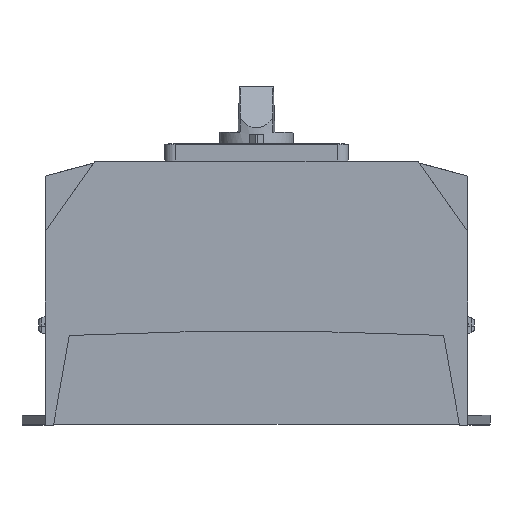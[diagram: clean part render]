
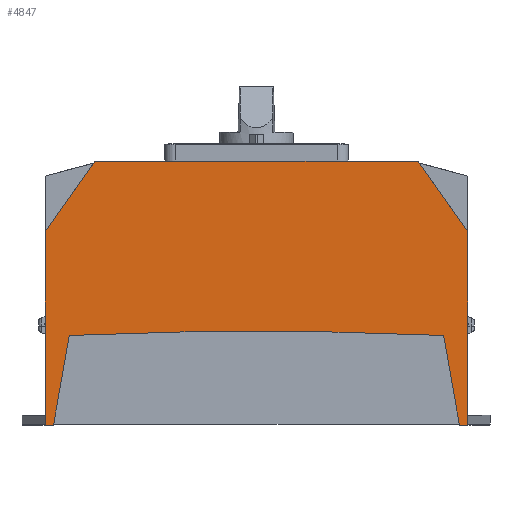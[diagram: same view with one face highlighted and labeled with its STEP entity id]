
A CAD part, left-side view. The second image highlights one B-rep face of the part: STEP entity #4847.
In plain terms, the highlighted planar face has unit normal (-1, 0, 0).
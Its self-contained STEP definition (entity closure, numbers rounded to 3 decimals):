
#147=CIRCLE('',#5180,1909.);
#433=ORIENTED_EDGE('',*,*,#1774,.T.);
#434=ORIENTED_EDGE('',*,*,#1793,.T.);
#435=ORIENTED_EDGE('',*,*,#1781,.T.);
#436=ORIENTED_EDGE('',*,*,#1766,.F.);
#437=ORIENTED_EDGE('',*,*,#1794,.F.);
#438=ORIENTED_EDGE('',*,*,#1795,.F.);
#439=ORIENTED_EDGE('',*,*,#1796,.F.);
#440=ORIENTED_EDGE('',*,*,#1797,.F.);
#441=ORIENTED_EDGE('',*,*,#1798,.F.);
#442=ORIENTED_EDGE('',*,*,#1756,.F.);
#1756=EDGE_CURVE('',#2437,#2438,#2896,.T.);
#1766=EDGE_CURVE('',#2447,#2444,#2903,.T.);
#1774=EDGE_CURVE('',#2437,#2453,#2911,.T.);
#1781=EDGE_CURVE('',#2458,#2444,#2918,.T.);
#1793=EDGE_CURVE('',#2453,#2458,#147,.T.);
#1794=EDGE_CURVE('',#2464,#2447,#2928,.T.);
#1795=EDGE_CURVE('',#2465,#2464,#2929,.T.);
#1796=EDGE_CURVE('',#2466,#2465,#2930,.T.);
#1797=EDGE_CURVE('',#2467,#2466,#2931,.T.);
#1798=EDGE_CURVE('',#2438,#2467,#2932,.T.);
#2437=VERTEX_POINT('',#7194);
#2438=VERTEX_POINT('',#7196);
#2444=VERTEX_POINT('',#7211);
#2447=VERTEX_POINT('',#7216);
#2453=VERTEX_POINT('',#7232);
#2458=VERTEX_POINT('',#7247);
#2464=VERTEX_POINT('',#7271);
#2465=VERTEX_POINT('',#7273);
#2466=VERTEX_POINT('',#7275);
#2467=VERTEX_POINT('',#7277);
#2896=LINE('',#7195,#3433);
#2903=LINE('',#7217,#3440);
#2911=LINE('',#7233,#3448);
#2918=LINE('',#7246,#3455);
#2928=LINE('',#7270,#3465);
#2929=LINE('',#7272,#3466);
#2930=LINE('',#7274,#3467);
#2931=LINE('',#7276,#3468);
#2932=LINE('',#7278,#3469);
#3433=VECTOR('',#5726,1000.);
#3440=VECTOR('',#5743,1000.);
#3448=VECTOR('',#5755,1000.);
#3455=VECTOR('',#5766,1000.);
#3465=VECTOR('',#5792,1000.);
#3466=VECTOR('',#5793,1000.);
#3467=VECTOR('',#5794,1000.);
#3468=VECTOR('',#5795,1000.);
#3469=VECTOR('',#5796,1000.);
#3935=EDGE_LOOP('',(#433,#434,#435,#436,#437,#438,#439,#440,#441,#442));
#4292=FACE_BOUND('',#3935,.T.);
#4636=PLANE('',#5179);
#4847=ADVANCED_FACE('',(#4292),#4636,.F.);
#5179=AXIS2_PLACEMENT_3D('',#7268,#5788,#5789);
#5180=AXIS2_PLACEMENT_3D('',#7269,#5790,#5791);
#5726=DIRECTION('',(0.,1.,0.));
#5743=DIRECTION('',(0.,1.,0.));
#5755=DIRECTION('',(0.,-0.174,0.985));
#5766=DIRECTION('',(0.,-0.174,-0.985));
#5788=DIRECTION('',(1.,0.,0.));
#5789=DIRECTION('',(0.,0.,-1.));
#5790=DIRECTION('',(1.,0.,0.));
#5791=DIRECTION('',(0.,0.,-1.));
#5792=DIRECTION('',(0.,0.,-1.));
#5793=DIRECTION('',(0.,-0.574,-0.819));
#5794=DIRECTION('',(0.,-1.,0.));
#5795=DIRECTION('',(0.,-0.574,0.819));
#5796=DIRECTION('',(0.,0.,1.));
#7194=CARTESIAN_POINT('',(0.,196.088,0.));
#7195=CARTESIAN_POINT('',(0.,0.,0.));
#7196=CARTESIAN_POINT('',(0.,200.,0.));
#7211=CARTESIAN_POINT('',(0.,3.912,0.));
#7216=CARTESIAN_POINT('',(0.,0.,0.));
#7217=CARTESIAN_POINT('',(0.,0.,0.));
#7232=CARTESIAN_POINT('',(0.,188.604,42.443));
#7233=CARTESIAN_POINT('',(0.,196.882,-4.5));
#7246=CARTESIAN_POINT('',(0.,11.396,42.443));
#7247=CARTESIAN_POINT('',(0.,11.396,42.443));
#7268=CARTESIAN_POINT('',(0.,0.,0.));
#7269=CARTESIAN_POINT('',(0.,100.,-1864.5));
#7270=CARTESIAN_POINT('',(0.,0.,91.439));
#7271=CARTESIAN_POINT('',(0.,0.,91.439));
#7272=CARTESIAN_POINT('',(0.,23.5,125.));
#7273=CARTESIAN_POINT('',(0.,23.5,125.));
#7274=CARTESIAN_POINT('',(0.,176.5,125.));
#7275=CARTESIAN_POINT('',(0.,176.5,125.));
#7276=CARTESIAN_POINT('',(0.,200.,91.439));
#7277=CARTESIAN_POINT('',(0.,200.,91.439));
#7278=CARTESIAN_POINT('',(0.,200.,0.));
